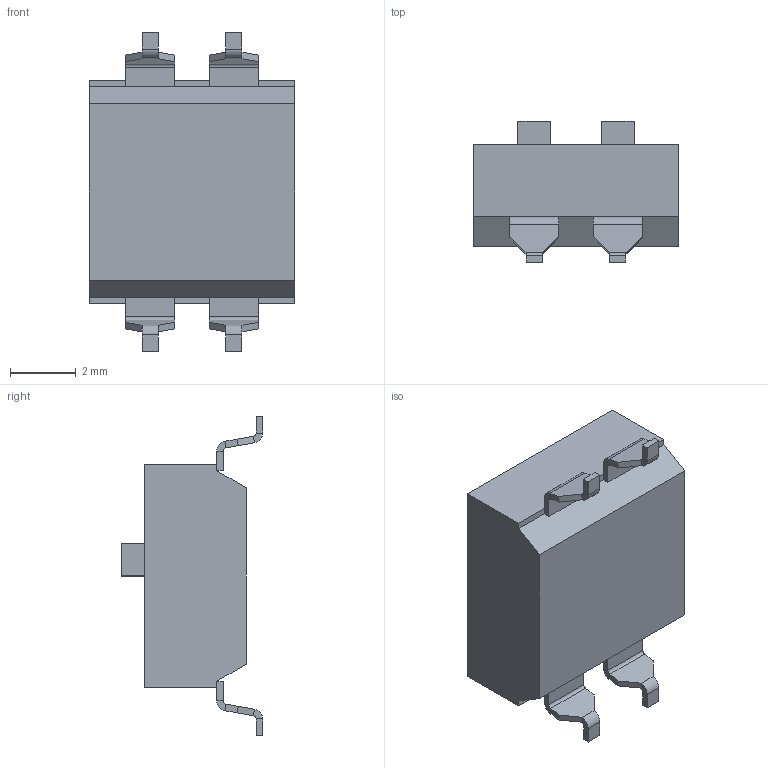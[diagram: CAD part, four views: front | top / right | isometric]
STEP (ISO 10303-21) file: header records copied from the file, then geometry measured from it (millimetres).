
FILE_DESCRIPTION (( 'STEP AP214' ), '1' );
FILE_NAME ('KLS7-KL-02.STEP', '2024-01-31T14:14:08', ( '' ), ( '' ), 'SwSTEP 2.0', 'SolidWorks 2023', '' );
FILE_SCHEMA (( 'AUTOMOTIVE_DESIGN' ));
Length unit declared in the file: millimetre
Products named in the file (1): KLS7-KL-02
Bounding box: 6.24 x 4.3 x 9.69 mm (x, y, z)
Volume: 127.2 mm3; surface area: 206.2 mm2
Topology: 5 solids, 5 shells, 144 faces, 328 edges, 196 vertices
Faces by surface type: plane 128, cylinder 16
Entity records: 5543 total; most frequent: CARTESIAN_POINT 669, ORIENTED_EDGE 656, DIRECTION 650, EDGE_CURVE 328, VECTOR 296, LINE 296, VERTEX_POINT 196, AXIS2_PLACEMENT_3D 177
